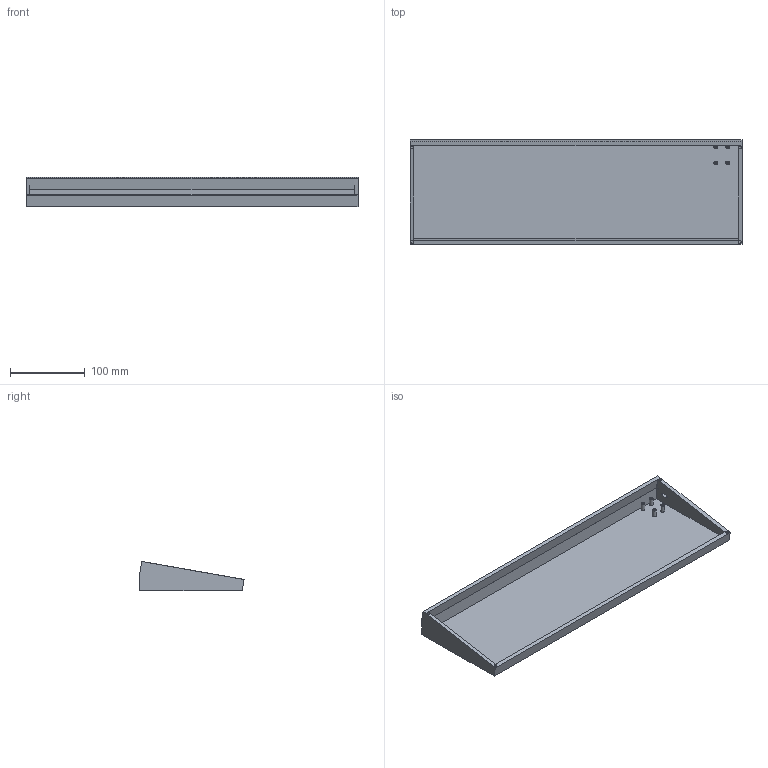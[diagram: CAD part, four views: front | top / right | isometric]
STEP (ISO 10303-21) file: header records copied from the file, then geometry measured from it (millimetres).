
FILE_DESCRIPTION(/* description */ ('KiCad electronic assembly'),/* implementation_level */ '2;1');
FILE_NAME(/* name */ 'Bottom Case.step',/* time_stamp */ '2025-06-12T09:09:20-07:00',/* author */ (''),/* organization */ (''),/* preprocessor_version */ 'ST-DEVELOPER v20.1',/* originating_system */ 'Autodesk Translation Framework v14.10.0.0',/* authorisation */ '');
FILE_SCHEMA (('AUTOMOTIVE_DESIGN { 1 0 10303 214 3 1 1 }'));
Length unit declared in the file: millimetre
Products named in the file (1): Full Keyboard 1
Bounding box: 443.82 x 139.42 x 38.9 mm (x, y, z)
Volume: 437023.7 mm3; surface area: 183500.7 mm2
Topology: 1 solids, 1 shells, 48 faces, 105 edges, 70 vertices
Faces by surface type: plane 31, cylinder 17
Full cylindrical faces by diameter (mm): 2.529 x4, 4 x5, 5.2 x4
Entity records: 1363 total; most frequent: DIRECTION 239, CARTESIAN_POINT 224, ORIENTED_EDGE 210, EDGE_CURVE 105, AXIS2_PLACEMENT_3D 85, VERTEX_POINT 70, LINE 69, VECTOR 69
